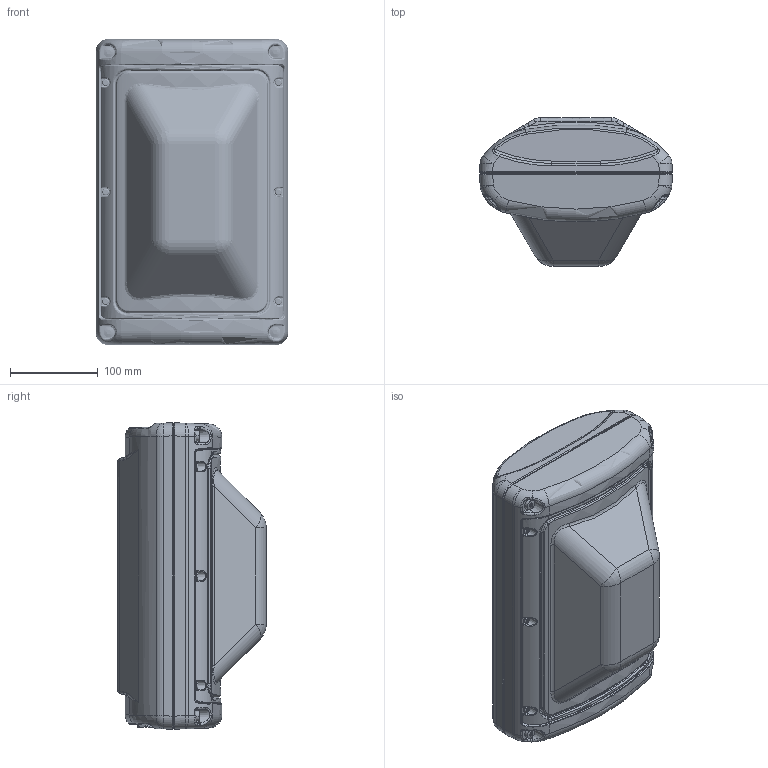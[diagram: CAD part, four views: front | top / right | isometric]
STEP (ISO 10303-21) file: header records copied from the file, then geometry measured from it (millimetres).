
FILE_DESCRIPTION((''),'2;1');
FILE_NAME('BHXDXXXXXNNXXX_ASM','2022-01-31T15:50:19',('cwang'),(''),'CREO PARAMETRIC BY PTC INC, 2021304','CREO PARAMETRIC BY PTC INC, 2021304','');
FILE_SCHEMA(('CONFIG_CONTROL_DESIGN'));
Products named in the file (6): 0000625837; 6000BHD000400; 6000BHD000300; BHD_LH_STD; 6200HBA0002EX; BHXDXXXXXNNXXX_ASM
Assembly tree (14 placements, depth 2):
  BHXDXXXXXNNXXX_ASM
    0000625837
    6000BHD000400  x4
    6000BHD000300  x6
    BHD_LH_STD
    6200HBA0002EX  x2
Bounding box: 219.93 x 169.5 x 349.93 mm (x, y, z)
Volume: 8351392.9 mm3; surface area: 488116.1 mm2
Topology: 14 solids, 15 shells, 2605 faces, 7108 edges, 4551 vertices
Faces by surface type: cylinder 1297, bspline 552, plane 314, cone 260, torus 166, sphere 16
Entity records: 78769 total; most frequent: CARTESIAN_POINT 45929, ORIENTED_EDGE 7784, DIRECTION 5493, EDGE_CURVE 3892, VERTEX_POINT 2418, AXIS2_PLACEMENT_3D 2147, B_SPLINE_CURVE_WITH_KNOTS 1666, EDGE_LOOP 1540
